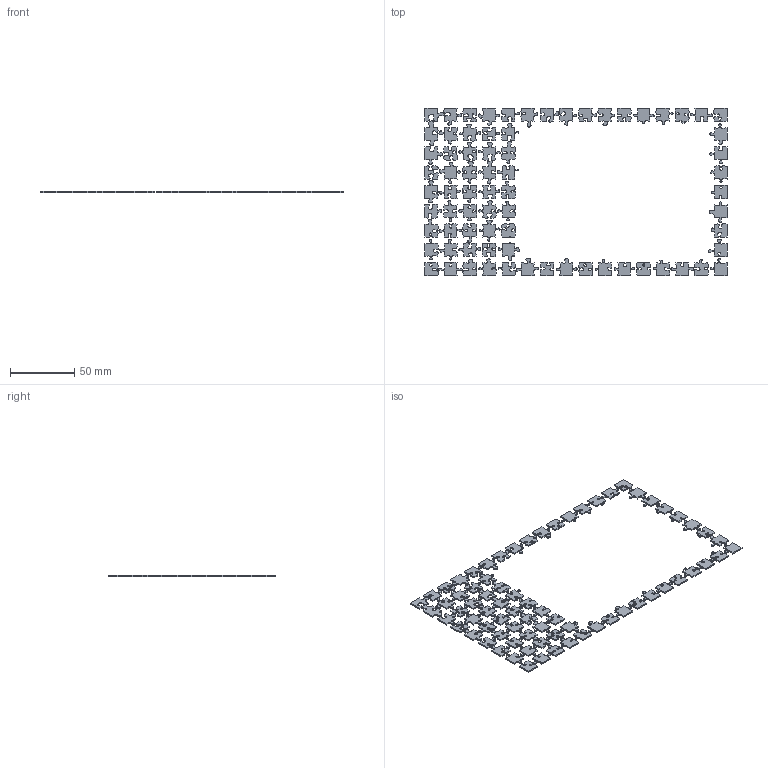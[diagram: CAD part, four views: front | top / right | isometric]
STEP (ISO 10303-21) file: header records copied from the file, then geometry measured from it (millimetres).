
FILE_DESCRIPTION(('HOOPS Exchange Step'),'2;1');
FILE_NAME('temp_export','2024-07-13T13:13:20+08:00',('sharma21'),('Shapr3D Limited'),'HOOPS Exchange 2024.2','Shapr3D','Authorized');
FILE_SCHEMA( ('AUTOMOTIVE_DESIGN { 1 0 10303 214 1 1 1 1 }') );
Length unit declared in the file: millimetre
Products named in the file (1): root
Bounding box: 235 x 130 x 1 mm (x, y, z)
Volume: 7489.3 mm3; surface area: 19522.7 mm2
Topology: 74 solids, 74 shells, 444 faces, 888 edges, 592 vertices
Faces by surface type: bspline 246, plane 198
Entity records: 15079 total; most frequent: CARTESIAN_POINT 7523, ORIENTED_EDGE 1776, EDGE_CURVE 888, DIRECTION 794, VERTEX_POINT 592, B_SPLINE_CURVE_WITH_KNOTS 492, EDGE_LOOP 444, FACE_BOUND 444
